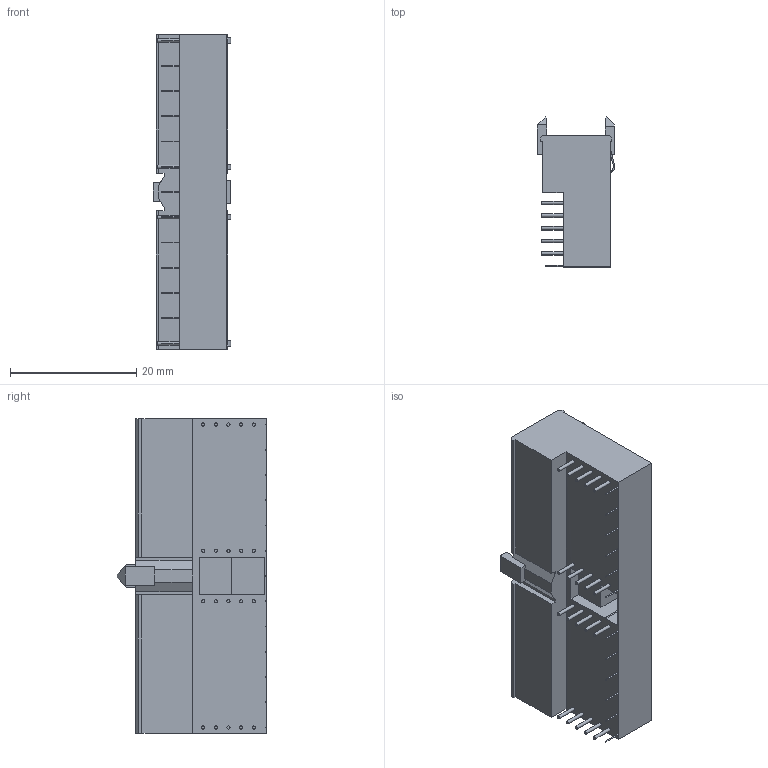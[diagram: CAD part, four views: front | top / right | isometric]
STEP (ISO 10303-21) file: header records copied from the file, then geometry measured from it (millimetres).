
FILE_DESCRIPTION((''),'2;1');
FILE_NAME( '1721_har-bus_HM_A_angled_female_with_shield_110_pole.stp','2004-08-06T15:19:53',('User'),('SDRC'),'I-DEAS Master Series 9','UNIX','Yes');
FILE_SCHEMA(('AUTOMOTIVE_DESIGN { 1 0 10303 214 1 1 1 1 }'));
Length unit declared in the file: millimetre
Products named in the file (1): 1721_har-bus_HM_A_angled_female_with_shield_110_pole
Bounding box: 12.25 x 23.75 x 49.9 mm (x, y, z)
Volume: 8677.3 mm3; surface area: 4135.6 mm2
Topology: 1 solids, 1 shells, 271 faces, 645 edges, 430 vertices
Faces by surface type: bspline 271
Entity records: 7929 total; most frequent: CARTESIAN_POINT 3497, ORIENTED_EDGE 1290, EDGE_CURVE 645, VERTEX_POINT 430, B_SPLINE_CURVE_WITH_KNOTS 333, EDGE_LOOP 333, OVER_RIDING_STYLED_ITEM 287, FACE_OUTER_BOUND 271
